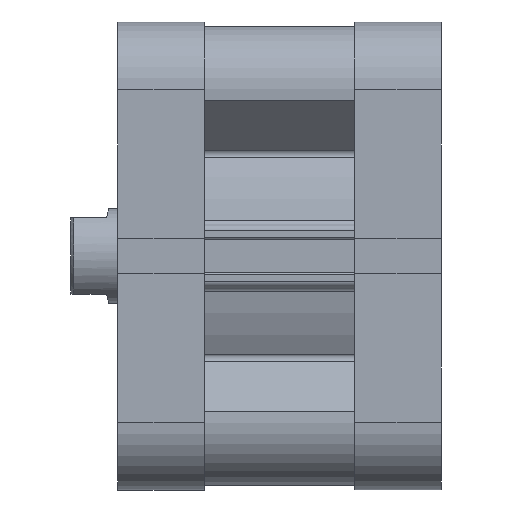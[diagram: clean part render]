
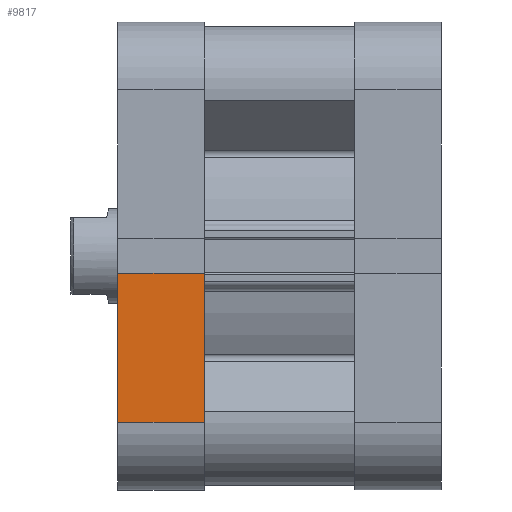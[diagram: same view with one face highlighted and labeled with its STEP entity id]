
A CAD part, front view. The second image highlights one B-rep face of the part: STEP entity #9817.
In plain terms, the highlighted planar face has unit normal (0, -1, 0).
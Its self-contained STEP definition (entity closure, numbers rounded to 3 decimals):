
#227 = EDGE_LOOP ( 'NONE', ( #707, #711, #714, #8364 ) ) ;
#472 = EDGE_CURVE ( 'NONE', #1568, #1718, #4560, .T. ) ;
#707 = ORIENTED_EDGE ( 'NONE', *, *, #472, .F. ) ;
#711 = ORIENTED_EDGE ( 'NONE', *, *, #2493, .T. ) ;
#714 = ORIENTED_EDGE ( 'NONE', *, *, #2502, .T. ) ;
#814 = CARTESIAN_POINT ( 'NONE',  ( -27.821, -39.75, -2.97 ) ) ;
#986 = CARTESIAN_POINT ( 'NONE',  ( -13.071, -39.75, -28.25 ) ) ;
#1016 = CARTESIAN_POINT ( 'NONE',  ( -13.071, -39.75, -2.97 ) ) ;
#1099 = CARTESIAN_POINT ( 'NONE',  ( -27.821, -39.75, -28.25 ) ) ;
#1568 = VERTEX_POINT ( 'NONE', #1016 ) ;
#1718 = VERTEX_POINT ( 'NONE', #986 ) ;
#1719 = VERTEX_POINT ( 'NONE', #1099 ) ;
#1741 = VERTEX_POINT ( 'NONE', #814 ) ;
#2328 = EDGE_CURVE ( 'NONE', #1719, #1718, #4732, .T. ) ;
#2493 = EDGE_CURVE ( 'NONE', #1568, #1741, #5012, .T. ) ;
#2502 = EDGE_CURVE ( 'NONE', #1741, #1719, #5017, .T. ) ;
#3261 = AXIS2_PLACEMENT_3D ( 'NONE', #6934, #6936, #6937 ) ;
#4560 = LINE ( 'NONE', #9982, #4562 ) ;
#4562 = VECTOR ( 'NONE', #10009, 1000. ) ;
#4732 = LINE ( 'NONE', #8595, #4733 ) ;
#4733 = VECTOR ( 'NONE', #8596, 1000. ) ;
#5012 = LINE ( 'NONE', #8974, #5014 ) ;
#5014 = VECTOR ( 'NONE', #8975, 1000. ) ;
#5017 = LINE ( 'NONE', #8986, #5032 ) ;
#5032 = VECTOR ( 'NONE', #8992, 1000. ) ;
#6934 = CARTESIAN_POINT ( 'NONE',  ( -13.071, -39.75, 0. ) ) ;
#6935 = PLANE ( 'NONE',  #3261 ) ;
#6936 = DIRECTION ( 'NONE',  ( 0., 1., 0. ) ) ;
#6937 = DIRECTION ( 'NONE',  ( 0., 0., 1. ) ) ;
#7376 = FACE_OUTER_BOUND ( 'NONE', #227, .T. ) ;
#8364 = ORIENTED_EDGE ( 'NONE', *, *, #2328, .T. ) ;
#8595 = CARTESIAN_POINT ( 'NONE',  ( -13.071, -39.75, -28.25 ) ) ;
#8596 = DIRECTION ( 'NONE',  ( 1., 0., 0. ) ) ;
#8974 = CARTESIAN_POINT ( 'NONE',  ( -13.071, -39.75, -2.97 ) ) ;
#8975 = DIRECTION ( 'NONE',  ( -1., 0., 0. ) ) ;
#8986 = CARTESIAN_POINT ( 'NONE',  ( -27.821, -39.75, 0. ) ) ;
#8992 = DIRECTION ( 'NONE',  ( 0., 0., -1. ) ) ;
#9817 = ADVANCED_FACE ( 'NONE', ( #7376 ), #6935, .F. ) ;
#9982 = CARTESIAN_POINT ( 'NONE',  ( -13.071, -39.75, 0. ) ) ;
#10009 = DIRECTION ( 'NONE',  ( 0., 0., -1. ) ) ;
